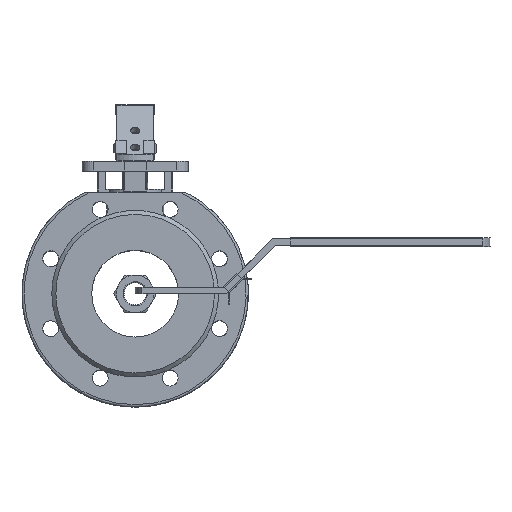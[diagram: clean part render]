
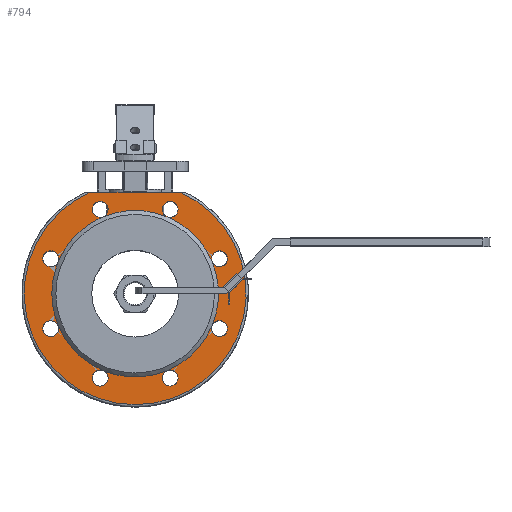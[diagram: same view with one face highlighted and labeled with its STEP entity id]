
A CAD part, top view. The second image highlights one B-rep face of the part: STEP entity #794.
In plain terms, the highlighted planar face has unit normal (0, 0, 1).
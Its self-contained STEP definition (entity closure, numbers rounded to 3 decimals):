
#794 = ADVANCED_FACE( '', ( #1658, #1659 ), #1660, .T. );
#1658 = FACE_OUTER_BOUND( '', #6614, .T. );
#1659 = FACE_BOUND( '', #6615, .T. );
#1660 = PLANE( '', #6616 );
#6614 = EDGE_LOOP( '', ( #8863, #8864 ) );
#6615 = EDGE_LOOP( '', ( #8865, #8866, #8867, #8868, #8869, #8870, #8871, #8872, #8873, #8874, #8875, #8876, #8877, #8878, #8879, #8880 ) );
#6616 = AXIS2_PLACEMENT_3D( '', #8881, #8882, #8883 );
#8863 = ORIENTED_EDGE( '', *, *, #9471, .T. );
#8864 = ORIENTED_EDGE( '', *, *, #9233, .F. );
#8865 = ORIENTED_EDGE( '', *, *, #9451, .F. );
#8866 = ORIENTED_EDGE( '', *, *, #9735, .F. );
#8867 = ORIENTED_EDGE( '', *, *, #9450, .F. );
#8868 = ORIENTED_EDGE( '', *, *, #8964, .F. );
#8869 = ORIENTED_EDGE( '', *, *, #9449, .F. );
#8870 = ORIENTED_EDGE( '', *, *, #9002, .F. );
#8871 = ORIENTED_EDGE( '', *, *, #9448, .F. );
#8872 = ORIENTED_EDGE( '', *, *, #9780, .F. );
#8873 = ORIENTED_EDGE( '', *, *, #9447, .F. );
#8874 = ORIENTED_EDGE( '', *, *, #9431, .F. );
#8875 = ORIENTED_EDGE( '', *, *, #9446, .F. );
#8876 = ORIENTED_EDGE( '', *, *, #9733, .F. );
#8877 = ORIENTED_EDGE( '', *, *, #9445, .F. );
#8878 = ORIENTED_EDGE( '', *, *, #9786, .F. );
#8879 = ORIENTED_EDGE( '', *, *, #9452, .F. );
#8880 = ORIENTED_EDGE( '', *, *, #9771, .F. );
#8881 = CARTESIAN_POINT( '', ( 0., 0., 21. ) );
#8882 = DIRECTION( '', ( 0., 0., 1. ) );
#8883 = DIRECTION( '', ( 1., 0., 0. ) );
#8964 = EDGE_CURVE( '', #9929, #9929, #9930, .T. );
#9002 = EDGE_CURVE( '', #9999, #9999, #10000, .T. );
#9233 = EDGE_CURVE( '', #10404, #10406, #10407, .T. );
#9431 = EDGE_CURVE( '', #10712, #10712, #10713, .T. );
#9445 = EDGE_CURVE( '', #10733, #10734, #10735, .T. );
#9446 = EDGE_CURVE( '', #10734, #10712, #10736, .T. );
#9447 = EDGE_CURVE( '', #10712, #10737, #10738, .T. );
#9448 = EDGE_CURVE( '', #10737, #9999, #10739, .T. );
#9449 = EDGE_CURVE( '', #9999, #9929, #10740, .T. );
#9450 = EDGE_CURVE( '', #9929, #10741, #10742, .T. );
#9451 = EDGE_CURVE( '', #10741, #10743, #10744, .T. );
#9452 = EDGE_CURVE( '', #10743, #10733, #10745, .T. );
#9471 = EDGE_CURVE( '', #10404, #10406, #10768, .T. );
#9733 = EDGE_CURVE( '', #10734, #10734, #11102, .T. );
#9735 = EDGE_CURVE( '', #10741, #10741, #11104, .T. );
#9771 = EDGE_CURVE( '', #10743, #10743, #11143, .T. );
#9780 = EDGE_CURVE( '', #10737, #10737, #11152, .T. );
#9786 = EDGE_CURVE( '', #10733, #10733, #11159, .T. );
#9929 = VERTEX_POINT( '', #11521 );
#9930 = CIRCLE( '', #11522, 7. );
#9999 = VERTEX_POINT( '', #11890 );
#10000 = CIRCLE( '', #11891, 7. );
#10404 = VERTEX_POINT( '', #14891 );
#10406 = VERTEX_POINT( '', #15004 );
#10407 = LINE( '', #15005, #15006 );
#10712 = VERTEX_POINT( '', #17627 );
#10713 = CIRCLE( '', #17628, 7. );
#10733 = VERTEX_POINT( '', #17799 );
#10734 = VERTEX_POINT( '', #17800 );
#10735 = CIRCLE( '', #17801, 73. );
#10736 = CIRCLE( '', #17802, 73. );
#10737 = VERTEX_POINT( '', #17803 );
#10738 = CIRCLE( '', #17804, 73. );
#10739 = CIRCLE( '', #17805, 73. );
#10740 = CIRCLE( '', #17806, 73. );
#10741 = VERTEX_POINT( '', #17807 );
#10742 = CIRCLE( '', #17808, 73. );
#10743 = VERTEX_POINT( '', #17809 );
#10744 = CIRCLE( '', #17810, 73. );
#10745 = CIRCLE( '', #17811, 73. );
#10768 = CIRCLE( '', #17939, 97.25 );
#11102 = CIRCLE( '', #19605, 7. );
#11104 = CIRCLE( '', #19607, 7. );
#11143 = CIRCLE( '', #19657, 7. );
#11152 = CIRCLE( '', #19666, 7. );
#11159 = CIRCLE( '', #19776, 7. );
#11521 = CARTESIAN_POINT( '', ( 67.443, -27.936, 21. ) );
#11522 = AXIS2_PLACEMENT_3D( '', #19908, #19909, #19910 );
#11890 = CARTESIAN_POINT( '', ( 27.936, -67.443, 21. ) );
#11891 = AXIS2_PLACEMENT_3D( '', #19938, #19939, #19940 );
#14891 = CARTESIAN_POINT( '', ( -39.762, 88.75, 21. ) );
#15004 = CARTESIAN_POINT( '', ( 39.762, 88.75, 21. ) );
#15005 = CARTESIAN_POINT( '', ( 0., 88.75, 21. ) );
#15006 = VECTOR( '', #20205, 1000. );
#17627 = CARTESIAN_POINT( '', ( -67.443, -27.936, 21. ) );
#17628 = AXIS2_PLACEMENT_3D( '', #20435, #20436, #20437 );
#17799 = CARTESIAN_POINT( '', ( -27.936, 67.443, 21. ) );
#17800 = CARTESIAN_POINT( '', ( -67.443, 27.936, 21. ) );
#17801 = AXIS2_PLACEMENT_3D( '', #20446, #20447, #20448 );
#17802 = AXIS2_PLACEMENT_3D( '', #20449, #20450, #20451 );
#17803 = CARTESIAN_POINT( '', ( -27.936, -67.443, 21. ) );
#17804 = AXIS2_PLACEMENT_3D( '', #20452, #20453, #20454 );
#17805 = AXIS2_PLACEMENT_3D( '', #20455, #20456, #20457 );
#17806 = AXIS2_PLACEMENT_3D( '', #20458, #20459, #20460 );
#17807 = CARTESIAN_POINT( '', ( 67.443, 27.936, 21. ) );
#17808 = AXIS2_PLACEMENT_3D( '', #20461, #20462, #20463 );
#17809 = CARTESIAN_POINT( '', ( 27.936, 67.443, 21. ) );
#17810 = AXIS2_PLACEMENT_3D( '', #20464, #20465, #20466 );
#17811 = AXIS2_PLACEMENT_3D( '', #20467, #20468, #20469 );
#17939 = AXIS2_PLACEMENT_3D( '', #20483, #20484, #20485 );
#19605 = AXIS2_PLACEMENT_3D( '', #20708, #20709, #20710 );
#19607 = AXIS2_PLACEMENT_3D( '', #20711, #20712, #20713 );
#19657 = AXIS2_PLACEMENT_3D( '', #20737, #20738, #20739 );
#19666 = AXIS2_PLACEMENT_3D( '', #20746, #20747, #20748 );
#19776 = AXIS2_PLACEMENT_3D( '', #20749, #20750, #20751 );
#19908 = CARTESIAN_POINT( '', ( 73.91, -30.615, 21. ) );
#19909 = DIRECTION( '', ( 0., 0., 1. ) );
#19910 = DIRECTION( '', ( 1., 0., 0. ) );
#19938 = CARTESIAN_POINT( '', ( 30.615, -73.91, 21. ) );
#19939 = DIRECTION( '', ( 0., 0., 1. ) );
#19940 = DIRECTION( '', ( 1., 0., 0. ) );
#20205 = DIRECTION( '', ( 1., 0., 0. ) );
#20435 = CARTESIAN_POINT( '', ( -73.91, -30.615, 21. ) );
#20436 = DIRECTION( '', ( 0., 0., 1. ) );
#20437 = DIRECTION( '', ( 1., 0., 0. ) );
#20446 = CARTESIAN_POINT( '', ( 0., 0., 21. ) );
#20447 = DIRECTION( '', ( 0., 0., 1. ) );
#20448 = DIRECTION( '', ( 1., 0., 0. ) );
#20449 = CARTESIAN_POINT( '', ( 0., 0., 21. ) );
#20450 = DIRECTION( '', ( 0., 0., 1. ) );
#20451 = DIRECTION( '', ( 1., 0., 0. ) );
#20452 = CARTESIAN_POINT( '', ( 0., 0., 21. ) );
#20453 = DIRECTION( '', ( 0., 0., 1. ) );
#20454 = DIRECTION( '', ( 1., 0., 0. ) );
#20455 = CARTESIAN_POINT( '', ( 0., 0., 21. ) );
#20456 = DIRECTION( '', ( 0., 0., 1. ) );
#20457 = DIRECTION( '', ( 1., 0., 0. ) );
#20458 = CARTESIAN_POINT( '', ( 0., 0., 21. ) );
#20459 = DIRECTION( '', ( 0., 0., 1. ) );
#20460 = DIRECTION( '', ( 1., 0., 0. ) );
#20461 = CARTESIAN_POINT( '', ( 0., 0., 21. ) );
#20462 = DIRECTION( '', ( 0., 0., 1. ) );
#20463 = DIRECTION( '', ( 1., 0., 0. ) );
#20464 = CARTESIAN_POINT( '', ( 0., 0., 21. ) );
#20465 = DIRECTION( '', ( 0., 0., 1. ) );
#20466 = DIRECTION( '', ( 1., 0., 0. ) );
#20467 = CARTESIAN_POINT( '', ( 0., 0., 21. ) );
#20468 = DIRECTION( '', ( 0., 0., 1. ) );
#20469 = DIRECTION( '', ( 1., 0., 0. ) );
#20483 = CARTESIAN_POINT( '', ( 0., 0., 21. ) );
#20484 = DIRECTION( '', ( 0., 0., 1. ) );
#20485 = DIRECTION( '', ( 1., 0., 0. ) );
#20708 = CARTESIAN_POINT( '', ( -73.91, 30.615, 21. ) );
#20709 = DIRECTION( '', ( 0., 0., 1. ) );
#20710 = DIRECTION( '', ( 1., 0., 0. ) );
#20711 = CARTESIAN_POINT( '', ( 73.91, 30.615, 21. ) );
#20712 = DIRECTION( '', ( 0., 0., 1. ) );
#20713 = DIRECTION( '', ( 1., 0., 0. ) );
#20737 = CARTESIAN_POINT( '', ( 30.615, 73.91, 21. ) );
#20738 = DIRECTION( '', ( 0., 0., 1. ) );
#20739 = DIRECTION( '', ( 1., 0., 0. ) );
#20746 = CARTESIAN_POINT( '', ( -30.615, -73.91, 21. ) );
#20747 = DIRECTION( '', ( 0., 0., 1. ) );
#20748 = DIRECTION( '', ( 1., 0., 0. ) );
#20749 = CARTESIAN_POINT( '', ( -30.615, 73.91, 21. ) );
#20750 = DIRECTION( '', ( 0., 0., 1. ) );
#20751 = DIRECTION( '', ( 1., 0., 0. ) );
